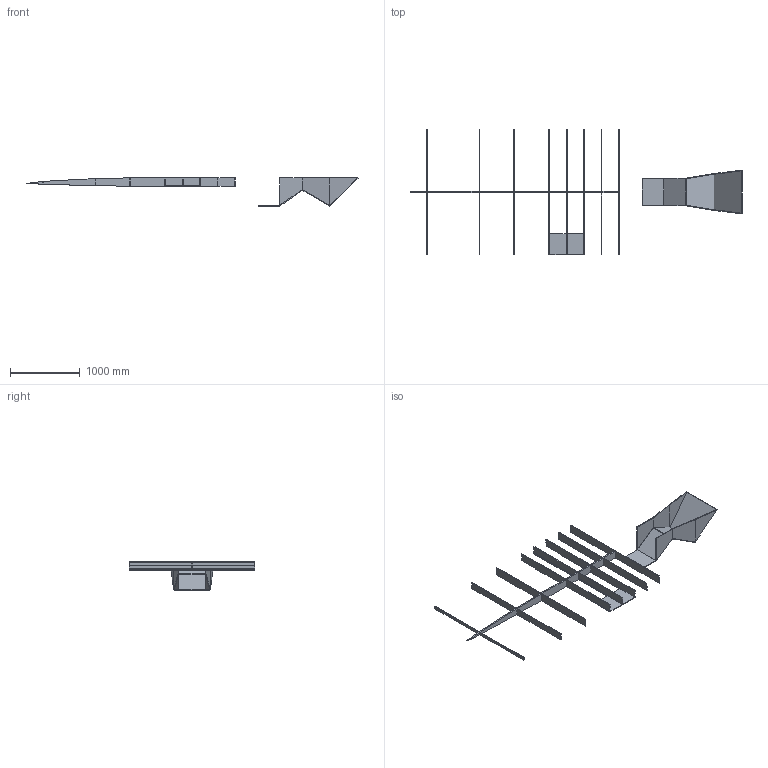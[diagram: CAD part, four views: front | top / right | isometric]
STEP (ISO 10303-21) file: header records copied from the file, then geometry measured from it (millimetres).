
FILE_DESCRIPTION(/* description */ ('','CAx-IF Rec.Pracs.---Representation and Presentation of Product Manufacturing Information (PMI)---4.0---2014-10-13'),/* implementation_level */ '2;1');
FILE_NAME(/* name */ 'fishtail more cadamaran frame v7.step',/* time_stamp */ '2024-12-24T16:18:22-08:00',/* author */ (''),/* organization */ (''),/* preprocessor_version */ 'ST-DEVELOPER v20',/* originating_system */ 'Autodesk Translation Framework v13.20.0.188',/* authorisation */ '');
FILE_SCHEMA (('AP242_MANAGED_MODEL_BASED_3D_ENGINEERING_MIM_LF { 1 0 10303 442 1 1 4 }'));
Length unit declared in the file: metre
Products named in the file (1): fishtail more cadamaran frame
Bounding box: 4757.07 x 1800 x 405.13 mm (x, y, z)
Volume: 36379948.8 mm3; surface area: 7318594.1 mm2
Topology: 21 solids, 21 shells, 225 faces, 549 edges, 364 vertices
Faces by surface type: plane 211, bspline 14
Entity records: 6951 total; most frequent: CARTESIAN_POINT 1757, ORIENTED_EDGE 1098, DIRECTION 937, EDGE_CURVE 549, LINE 513, VECTOR 513, VERTEX_POINT 364, FACE_OUTER_BOUND 225
